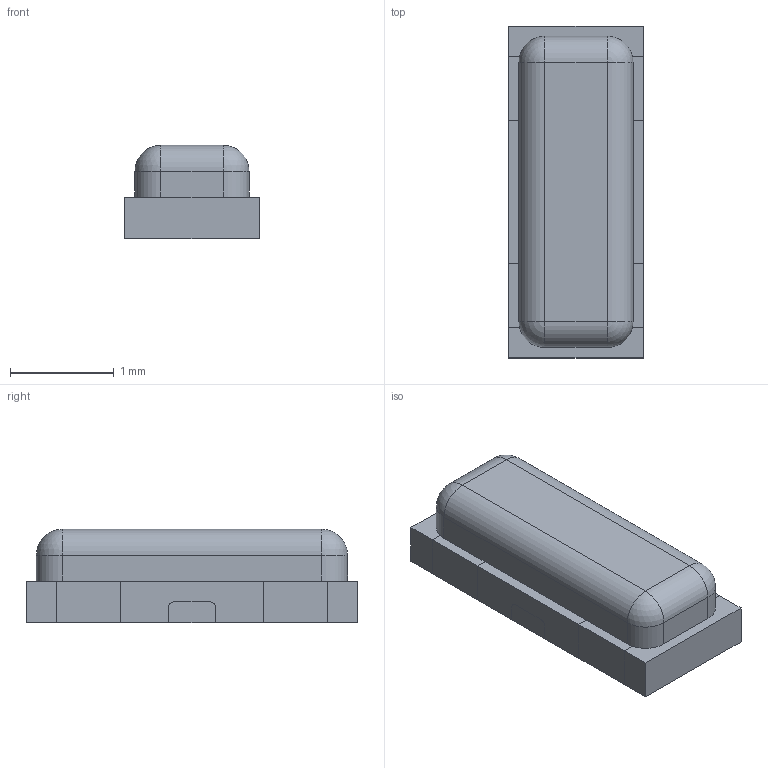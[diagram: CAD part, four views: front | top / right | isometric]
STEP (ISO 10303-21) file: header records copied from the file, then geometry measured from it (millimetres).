
FILE_DESCRIPTION(/* description */ ('Unknown'),/* implementation_level */ '2;1');
FILE_NAME(/* name */ 'CSTCE',/* time_stamp */ '2020-03-18T21:59:31+07:00',/* author */ ('Unknown'),/* organization */ ('Unknown'),/* preprocessor_version */ 'ST-DEVELOPER v16.7',/* originating_system */ 'DEX',/* authorisation */ $);
FILE_SCHEMA (('AUTOMOTIVE_DESIGN {1 0 10303 214 3 1 1}'));
Length unit declared in the file: millimetre
Products named in the file (5): CSTCE; BASE; PIN2; PIN1 AND PIN3; HAT
Assembly tree (5 placements, depth 2):
  CSTCE
    BASE
    PIN2
    PIN1 AND PIN3  x2
    HAT
Bounding box: 1.3 x 3.2 x 0.9 mm (x, y, z)
Volume: 3.2 mm3; surface area: 27.7 mm2
Topology: 7 solids, 7 shells, 62 faces, 136 edges, 84 vertices
Faces by surface type: plane 46, cylinder 12, sphere 4
Entity records: 1639 total; most frequent: DIRECTION 268, CARTESIAN_POINT 258, ORIENTED_EDGE 240, EDGE_CURVE 120, LINE 96, VECTOR 96, AXIS2_PLACEMENT_3D 86, VERTEX_POINT 76
